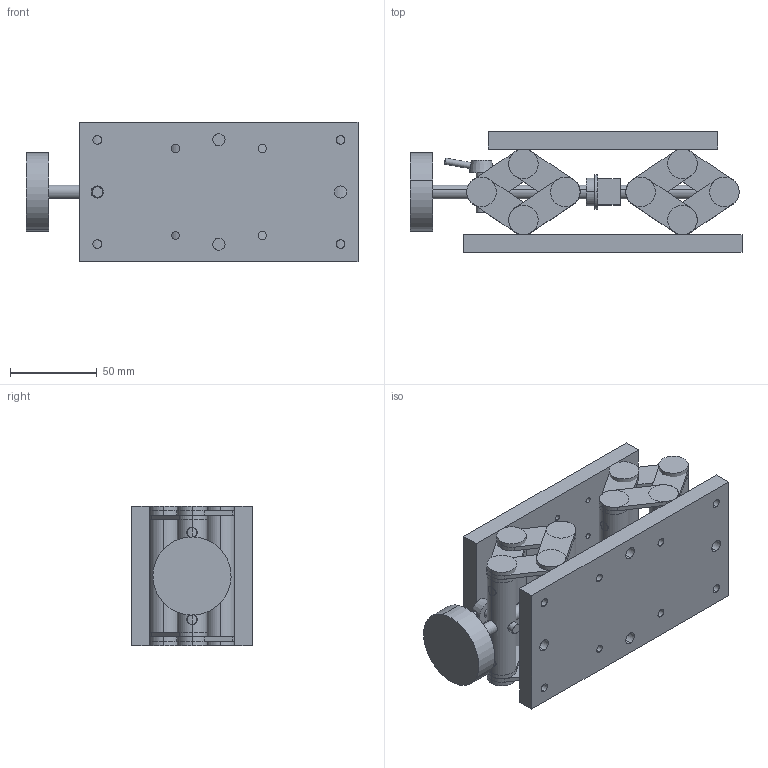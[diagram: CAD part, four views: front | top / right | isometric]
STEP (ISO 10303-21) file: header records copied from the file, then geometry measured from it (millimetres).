
FILE_DESCRIPTION (( 'STEP AP203' ), '1' );
FILE_NAME ('Web Model 56336_56336.step', '2018-01-10T14:06:28', ( '' ), ( '' ), 'SwSTEP 2.0', 'SolidWorks 2016', '' );
FILE_SCHEMA (( 'CONFIG_CONTROL_DESIGN' ));
Length unit declared in the file: millimetre
Products named in the file (1): Web Model 56336_56336
Bounding box: 191 x 69.28 x 80 mm (x, y, z)
Volume: 434345.4 mm3; surface area: 138282.6 mm2
Topology: 30 solids, 30 shells, 365 faces, 826 edges, 532 vertices
Faces by surface type: cylinder 232, plane 131, cone 2
Entity records: 13035 total; most frequent: CARTESIAN_POINT 4560, DIRECTION 1794, ORIENTED_EDGE 1652, EDGE_CURVE 826, AXIS2_PLACEMENT_3D 706, VERTEX_POINT 532, EDGE_LOOP 444, VECTOR 382
